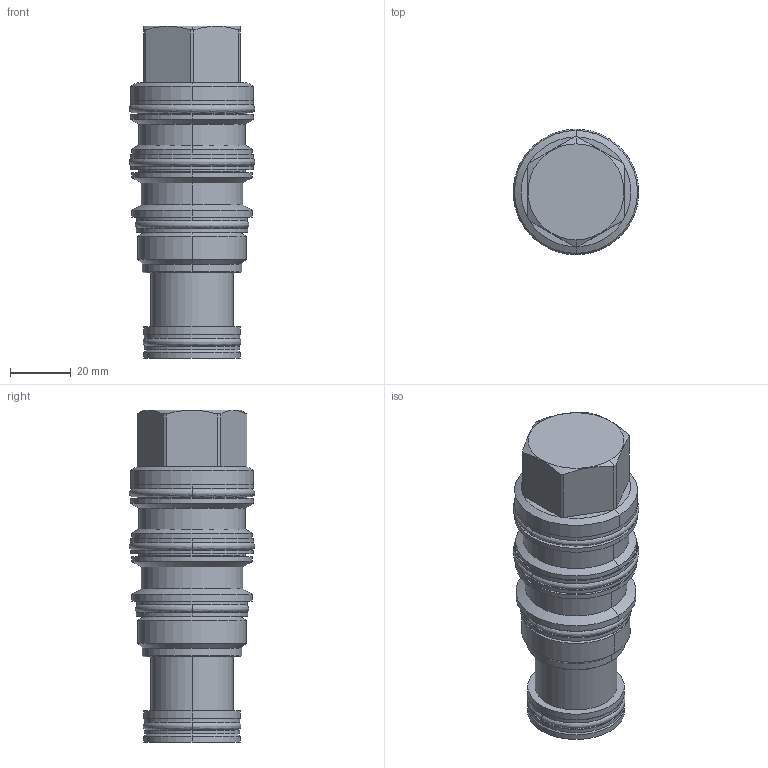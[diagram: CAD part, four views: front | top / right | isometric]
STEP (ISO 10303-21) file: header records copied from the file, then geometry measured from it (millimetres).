
FILE_DESCRIPTION((''),'2;1');
FILE_NAME('FKGA-XCN_PRT','2014-07-02T',('Administrator'),(''),'PRO/ENGINEER BY PARAMETRIC TECHNOLOGY CORPORATION, 2006240','PRO/ENGINEER BY PARAMETRIC TECHNOLOGY CORPORATION, 2006240','');
FILE_SCHEMA(('CONFIG_CONTROL_DESIGN'));
Length unit declared in the file: inch
Products named in the file (1): FKGA-XCN_PRT
Bounding box: 41.17 x 41.17 x 109 mm (x, y, z)
Volume: 100378.1 mm3; surface area: 22965.4 mm2
Topology: 6 solids, 6 shells, 171 faces, 354 edges, 206 vertices
Faces by surface type: cylinder 66, plane 35, torus 32, cone 22, revolution 16
Entity records: 5448 total; most frequent: CARTESIAN_POINT 1681, DIRECTION 858, ORIENTED_EDGE 708, AXIS2_PLACEMENT_3D 371, EDGE_CURVE 354, CIRCLE 216, VERTEX_POINT 206, EDGE_LOOP 192
